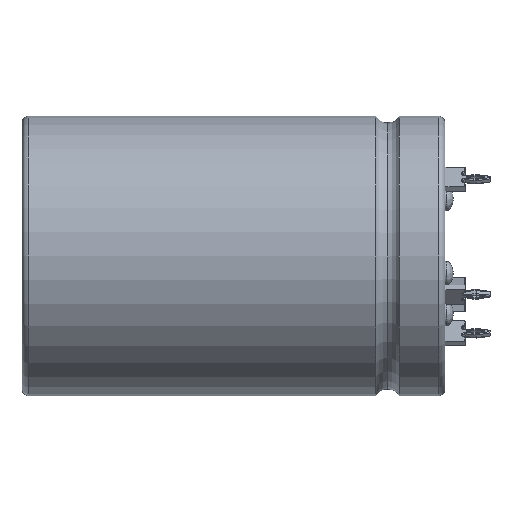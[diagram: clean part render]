
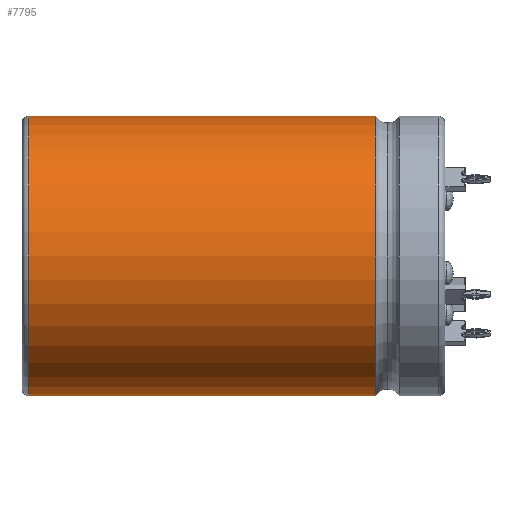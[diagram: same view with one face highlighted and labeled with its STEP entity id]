
A CAD part, left-side view. The second image highlights one B-rep face of the part: STEP entity #7795.
In plain terms, the highlighted cylindrical face has radius 20.5 mm (diameter 41 mm), a partial arc.
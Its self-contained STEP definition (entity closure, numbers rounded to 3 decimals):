
#222 = CIRCLE ( 'NONE', #2028, 20.5 ) ;
#473 = CARTESIAN_POINT ( 'NONE',  ( 0., 10.11, 0. ) ) ;
#536 = EDGE_LOOP ( 'NONE', ( #13698, #12008, #3311, #5010 ) ) ;
#946 = CARTESIAN_POINT ( 'NONE',  ( 0., 10.11, 20.5 ) ) ;
#959 = DIRECTION ( 'NONE',  ( 0., -1., 0. ) ) ;
#1859 = EDGE_CURVE ( 'NONE', #1992, #5177, #8924, .T. ) ;
#1992 = VERTEX_POINT ( 'NONE', #5085 ) ;
#2028 = AXIS2_PLACEMENT_3D ( 'NONE', #473, #8127, #9213 ) ;
#2365 = FACE_OUTER_BOUND ( 'NONE', #536, .T. ) ;
#3311 = ORIENTED_EDGE ( 'NONE', *, *, #10648, .T. ) ;
#4051 = DIRECTION ( 'NONE',  ( 0., 0., -1. ) ) ;
#4357 = VERTEX_POINT ( 'NONE', #4874 ) ;
#4589 = DIRECTION ( 'NONE',  ( 0., -1., 0. ) ) ;
#4714 = CARTESIAN_POINT ( 'NONE',  ( 0., 62., 20.5 ) ) ;
#4719 = CARTESIAN_POINT ( 'NONE',  ( 0., 10.11, -20.5 ) ) ;
#4874 = CARTESIAN_POINT ( 'NONE',  ( 0., 61., -20.5 ) ) ;
#5010 = ORIENTED_EDGE ( 'NONE', *, *, #11991, .F. ) ;
#5085 = CARTESIAN_POINT ( 'NONE',  ( 0., 61., 20.5 ) ) ;
#5177 = VERTEX_POINT ( 'NONE', #946 ) ;
#6206 = CARTESIAN_POINT ( 'NONE',  ( 0., 62., -20.5 ) ) ;
#6721 = VECTOR ( 'NONE', #13523, 1000. ) ;
#6749 = CARTESIAN_POINT ( 'NONE',  ( 0., 61., 0. ) ) ;
#6903 = AXIS2_PLACEMENT_3D ( 'NONE', #8474, #11670, #4051 ) ;
#6921 = DIRECTION ( 'NONE',  ( 0., 0., 1. ) ) ;
#7405 = VERTEX_POINT ( 'NONE', #4719 ) ;
#7795 = ADVANCED_FACE ( 'NONE', ( #2365 ), #10394, .T. ) ;
#8127 = DIRECTION ( 'NONE',  ( 0., -1., 0. ) ) ;
#8474 = CARTESIAN_POINT ( 'NONE',  ( 0., 62., 0. ) ) ;
#8924 = LINE ( 'NONE', #4714, #6721 ) ;
#8972 = EDGE_CURVE ( 'NONE', #1992, #4357, #12411, .T. ) ;
#9213 = DIRECTION ( 'NONE',  ( 0., 0., -1. ) ) ;
#9348 = LINE ( 'NONE', #6206, #12633 ) ;
#10394 = CYLINDRICAL_SURFACE ( 'NONE', #6903, 20.5 ) ;
#10648 = EDGE_CURVE ( 'NONE', #4357, #7405, #9348, .T. ) ;
#11670 = DIRECTION ( 'NONE',  ( 0., -1., 0. ) ) ;
#11991 = EDGE_CURVE ( 'NONE', #5177, #7405, #222, .T. ) ;
#12008 = ORIENTED_EDGE ( 'NONE', *, *, #8972, .T. ) ;
#12367 = AXIS2_PLACEMENT_3D ( 'NONE', #6749, #4589, #6921 ) ;
#12411 = CIRCLE ( 'NONE', #12367, 20.5 ) ;
#12633 = VECTOR ( 'NONE', #959, 1000. ) ;
#13523 = DIRECTION ( 'NONE',  ( 0., -1., 0. ) ) ;
#13698 = ORIENTED_EDGE ( 'NONE', *, *, #1859, .F. ) ;
